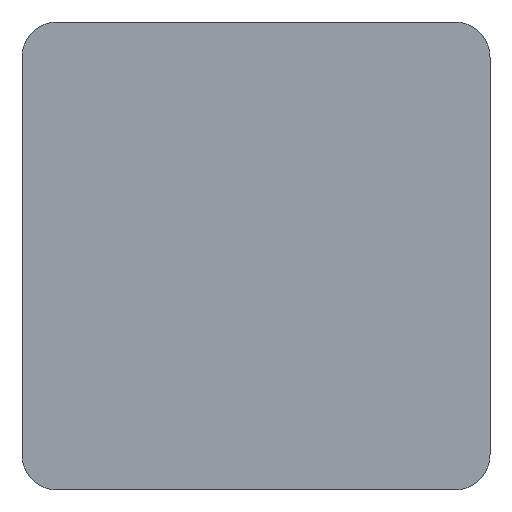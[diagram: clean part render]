
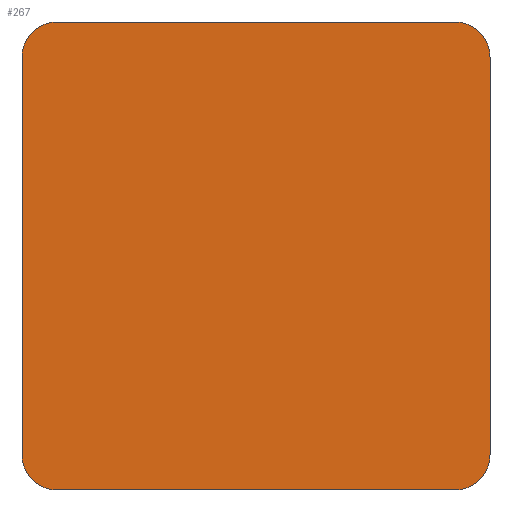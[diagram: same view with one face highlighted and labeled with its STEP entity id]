
A CAD part, top view. The second image highlights one B-rep face of the part: STEP entity #267.
In plain terms, the highlighted planar face has unit normal (0, 0, 1).
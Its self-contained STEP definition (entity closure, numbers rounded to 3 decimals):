
#35=CARTESIAN_POINT('',(-6.748,6.748,0.));
#36=DIRECTION('',(0.,0.,-1.));
#37=DIRECTION('',(-1.,0.,0.));
#38=AXIS2_PLACEMENT_3D('',#35,#36,#37);
#44=DIRECTION('',(1.,0.,0.));
#45=VECTOR('',#44,13.495);
#46=CARTESIAN_POINT('',(-6.748,7.938,0.));
#47=LINE('',#46,#45);
#51=CARTESIAN_POINT('',(6.748,6.748,0.));
#52=DIRECTION('',(0.,0.,-1.));
#53=DIRECTION('',(0.,1.,0.));
#54=AXIS2_PLACEMENT_3D('',#51,#52,#53);
#59=DIRECTION('',(0.,-1.,0.));
#60=VECTOR('',#59,13.495);
#61=CARTESIAN_POINT('',(7.938,6.748,0.));
#62=LINE('',#61,#60);
#66=CARTESIAN_POINT('',(6.748,-6.748,0.));
#67=DIRECTION('',(0.,0.,-1.));
#68=DIRECTION('',(1.,0.,0.));
#69=AXIS2_PLACEMENT_3D('',#66,#67,#68);
#74=DIRECTION('',(-1.,0.,0.));
#75=VECTOR('',#74,13.495);
#76=CARTESIAN_POINT('',(6.748,-7.938,0.));
#77=LINE('',#76,#75);
#81=CARTESIAN_POINT('',(-6.748,-6.748,0.));
#82=DIRECTION('',(0.,0.,-1.));
#83=DIRECTION('',(0.,-1.,0.));
#84=AXIS2_PLACEMENT_3D('',#81,#82,#83);
#89=DIRECTION('',(0.,1.,0.));
#90=VECTOR('',#89,13.495);
#91=CARTESIAN_POINT('',(-7.938,-6.748,0.));
#92=LINE('',#91,#90);
#212=CARTESIAN_POINT('',(-7.938,6.748,0.));
#213=CARTESIAN_POINT('',(-6.748,7.938,0.));
#214=VERTEX_POINT('',#212);
#215=VERTEX_POINT('',#213);
#216=CARTESIAN_POINT('',(-7.938,-6.748,0.));
#217=VERTEX_POINT('',#216);
#218=CARTESIAN_POINT('',(-6.748,-7.938,0.));
#219=VERTEX_POINT('',#218);
#220=CARTESIAN_POINT('',(6.748,-7.938,0.));
#221=VERTEX_POINT('',#220);
#222=CARTESIAN_POINT('',(7.938,-6.748,0.));
#223=VERTEX_POINT('',#222);
#224=CARTESIAN_POINT('',(7.938,6.748,0.));
#225=VERTEX_POINT('',#224);
#226=CARTESIAN_POINT('',(6.748,7.938,0.));
#227=VERTEX_POINT('',#226);
#244=CARTESIAN_POINT('',(0.,0.,0.));
#245=DIRECTION('',(0.,0.,1.));
#246=DIRECTION('',(1.,0.,0.));
#247=AXIS2_PLACEMENT_3D('',#244,#245,#246);
#248=PLANE('',#247);
#250=ORIENTED_EDGE('',*,*,#249,.T.);
#252=ORIENTED_EDGE('',*,*,#251,.T.);
#254=ORIENTED_EDGE('',*,*,#253,.T.);
#256=ORIENTED_EDGE('',*,*,#255,.T.);
#258=ORIENTED_EDGE('',*,*,#257,.T.);
#260=ORIENTED_EDGE('',*,*,#259,.T.);
#262=ORIENTED_EDGE('',*,*,#261,.T.);
#264=ORIENTED_EDGE('',*,*,#263,.T.);
#265=EDGE_LOOP('',(#250,#252,#254,#256,#258,#260,#262,#264));
#266=FACE_OUTER_BOUND('',#265,.F.);
#39=CIRCLE('',#38,1.19);
#55=CIRCLE('',#54,1.19);
#70=CIRCLE('',#69,1.19);
#85=CIRCLE('',#84,1.19);
#249=EDGE_CURVE('',#214,#215,#39,.T.);
#251=EDGE_CURVE('',#215,#227,#47,.T.);
#253=EDGE_CURVE('',#227,#225,#55,.T.);
#255=EDGE_CURVE('',#225,#223,#62,.T.);
#257=EDGE_CURVE('',#223,#221,#70,.T.);
#259=EDGE_CURVE('',#221,#219,#77,.T.);
#261=EDGE_CURVE('',#219,#217,#85,.T.);
#263=EDGE_CURVE('',#217,#214,#92,.T.);
#267=ADVANCED_FACE('',(#266),#248,.T.);
